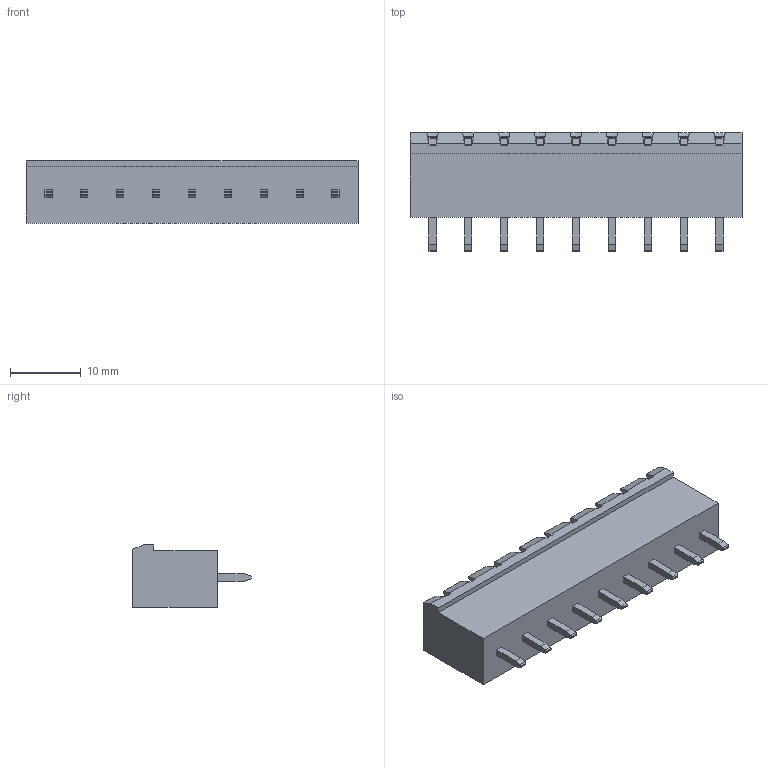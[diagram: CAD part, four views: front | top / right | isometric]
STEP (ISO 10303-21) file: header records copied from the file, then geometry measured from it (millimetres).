
FILE_DESCRIPTION (( 'STEP AP203' ), '1' );
FILE_NAME ('SOKETLI BASKILI DEVRE KLEMENSI - 5,08 MM ERKEK 180 KAPALI - 9 LI.STEP', '2018-09-12T06:39:46', ( 'user' ), ( '' ), 'SwSTEP 2.0', 'SolidWorks 2016', '' );
FILE_SCHEMA (( 'CONFIG_CONTROL_DESIGN' ));
Length unit declared in the file: millimetre
Products named in the file (1): SOKETLI BASKILI DEVRE KLEMENSI - 5,08 MM ERKEK 180 KAPALI - 9 LI
Bounding box: 47.02 x 16.8 x 8.8 mm (x, y, z)
Volume: 2227.9 mm3; surface area: 4146.5 mm2
Topology: 1 solids, 1 shells, 469 faces, 1275 edges, 844 vertices
Faces by surface type: plane 379, cylinder 81, cone 9
Entity records: 14729 total; most frequent: CARTESIAN_POINT 2643, ORIENTED_EDGE 2550, DIRECTION 2386, EDGE_CURVE 1275, VECTOR 1068, LINE 1068, VERTEX_POINT 844, AXIS2_PLACEMENT_3D 659
